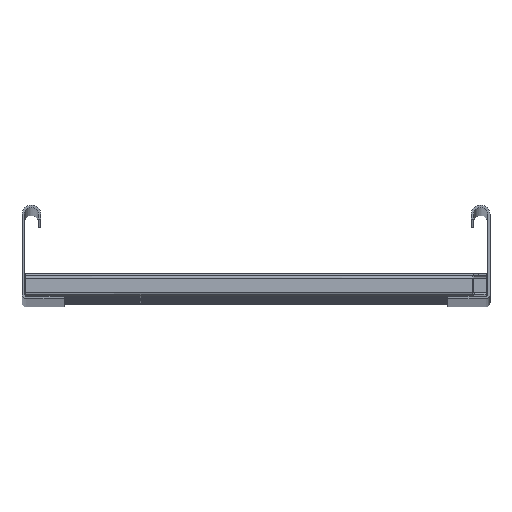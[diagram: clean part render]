
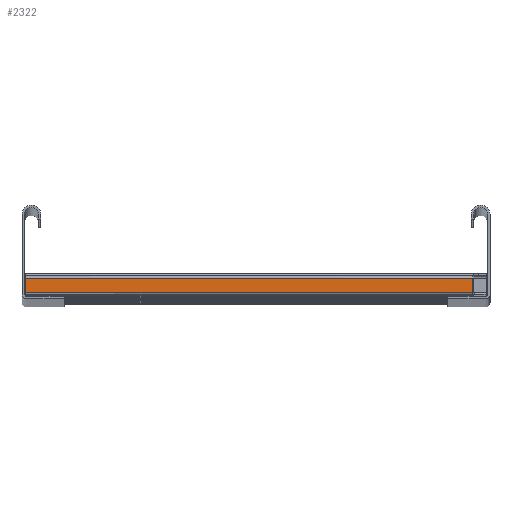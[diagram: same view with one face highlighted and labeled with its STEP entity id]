
A CAD part, top view. The second image highlights one B-rep face of the part: STEP entity #2322.
In plain terms, the highlighted face is planar.
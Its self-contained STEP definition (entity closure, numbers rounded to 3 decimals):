
#1767=DIRECTION('',(0.,0.,-1.));
#1768=VECTOR('',#1767,286.34);
#1769=CARTESIAN_POINT('',(0.,3.,286.34));
#1770=LINE('',#1769,#1768);
#1847=DIRECTION('',(0.,1.,0.));
#1848=VECTOR('',#1847,9.);
#1849=CARTESIAN_POINT('',(0.,3.,286.34));
#1850=LINE('',#1849,#1848);
#1851=DIRECTION('',(0.,-1.,0.));
#1852=VECTOR('',#1851,9.);
#1853=CARTESIAN_POINT('',(0.,12.,0.));
#1854=LINE('',#1853,#1852);
#1855=DIRECTION('',(0.,0.,1.));
#1856=VECTOR('',#1855,286.34);
#1857=CARTESIAN_POINT('',(0.,12.,0.));
#1858=LINE('',#1857,#1856);
#1893=CARTESIAN_POINT('',(0.,12.,0.));
#1894=VERTEX_POINT('',#1893);
#1895=CARTESIAN_POINT('',(0.,3.,0.));
#1896=VERTEX_POINT('',#1895);
#1930=CARTESIAN_POINT('',(0.,3.,286.34));
#1931=CARTESIAN_POINT('',(0.,12.,286.34));
#1932=VERTEX_POINT('',#1930);
#1933=VERTEX_POINT('',#1931);
#2310=CARTESIAN_POINT('',(0.,0.,-300.));
#2311=DIRECTION('',(-1.,0.,0.));
#2312=DIRECTION('',(0.,1.,0.));
#2313=AXIS2_PLACEMENT_3D('',#2310,#2311,#2312);
#2314=PLANE('',#2313);
#2316=ORIENTED_EDGE('',*,*,#2315,.T.);
#2317=ORIENTED_EDGE('',*,*,#2234,.F.);
#2318=ORIENTED_EDGE('',*,*,#2219,.T.);
#2319=ORIENTED_EDGE('',*,*,#1984,.F.);
#2320=EDGE_LOOP('',(#2316,#2317,#2318,#2319));
#2321=FACE_OUTER_BOUND('',#2320,.F.);
#2322=ADVANCED_FACE('',(#2321),#2314,.T.);
#1984=EDGE_CURVE('',#1894,#1896,#1854,.T.);
#2219=EDGE_CURVE('',#1932,#1896,#1770,.T.);
#2234=EDGE_CURVE('',#1932,#1933,#1850,.T.);
#2315=EDGE_CURVE('',#1894,#1933,#1858,.T.);
